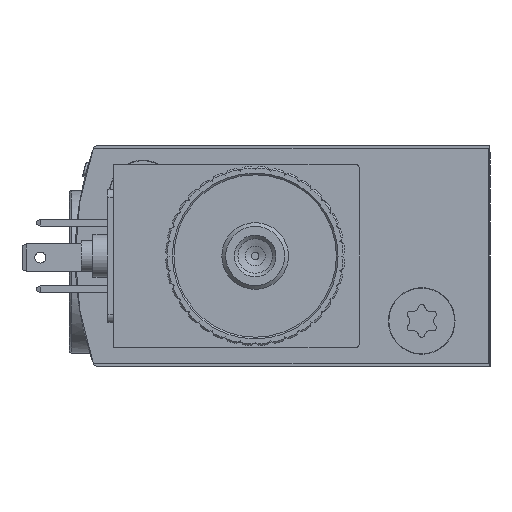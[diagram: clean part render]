
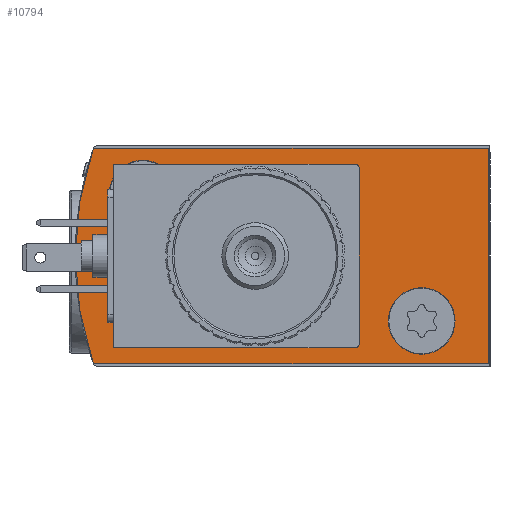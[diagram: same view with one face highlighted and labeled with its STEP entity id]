
A CAD part, left-side view. The second image highlights one B-rep face of the part: STEP entity #10794.
In plain terms, the highlighted planar face has unit normal (-1, 0, 0).
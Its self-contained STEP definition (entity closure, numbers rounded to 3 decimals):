
#801=LINE('',#18545,#1731);
#804=LINE('',#18553,#1734);
#807=LINE('',#18559,#1737);
#1731=VECTOR('',#15215,1000.);
#1734=VECTOR('',#15222,1000.);
#1737=VECTOR('',#15227,1000.);
#3355=ORIENTED_EDGE('',*,*,#5934,.F.);
#3356=ORIENTED_EDGE('',*,*,#5935,.T.);
#3357=ORIENTED_EDGE('',*,*,#5936,.T.);
#3358=ORIENTED_EDGE('',*,*,#5917,.F.);
#3359=ORIENTED_EDGE('',*,*,#5901,.F.);
#3360=ORIENTED_EDGE('',*,*,#5930,.F.);
#3361=ORIENTED_EDGE('',*,*,#5927,.F.);
#3362=ORIENTED_EDGE('',*,*,#5924,.F.);
#3363=ORIENTED_EDGE('',*,*,#5920,.F.);
#5901=EDGE_CURVE('',#7294,#7295,#8179,.T.);
#5917=EDGE_CURVE('',#7295,#7310,#8187,.T.);
#5920=EDGE_CURVE('',#7310,#7312,#801,.T.);
#5924=EDGE_CURVE('',#7312,#7315,#804,.T.);
#5927=EDGE_CURVE('',#7315,#7317,#807,.T.);
#5930=EDGE_CURVE('',#7317,#7294,#8190,.T.);
#5934=EDGE_CURVE('',#7321,#7321,#8194,.F.);
#5935=EDGE_CURVE('',#7322,#7322,#8195,.T.);
#5936=EDGE_CURVE('',#7323,#7323,#8196,.T.);
#7294=VERTEX_POINT('',#18507);
#7295=VERTEX_POINT('',#18508);
#7310=VERTEX_POINT('',#18540);
#7312=VERTEX_POINT('',#18546);
#7315=VERTEX_POINT('',#18554);
#7317=VERTEX_POINT('',#18560);
#7321=VERTEX_POINT('',#18574);
#7322=VERTEX_POINT('',#18576);
#7323=VERTEX_POINT('',#18578);
#8179=CIRCLE('',#13330,39.5);
#8187=CIRCLE('',#13339,0.2);
#8190=CIRCLE('',#13346,0.2);
#8194=CIRCLE('',#13352,5.);
#8195=CIRCLE('',#13353,4.);
#8196=CIRCLE('',#13354,4.);
#8788=EDGE_LOOP('',(#3355));
#8789=EDGE_LOOP('',(#3356));
#8790=EDGE_LOOP('',(#3357));
#8791=EDGE_LOOP('',(#3358,#3359,#3360,#3361,#3362,#3363));
#9646=FACE_BOUND('',#8788,.T.);
#9647=FACE_BOUND('',#8789,.T.);
#9648=FACE_BOUND('',#8790,.T.);
#9649=FACE_BOUND('',#8791,.T.);
#10353=PLANE('',#13351);
#10794=ADVANCED_FACE('',(#9646,#9647,#9648,#9649),#10353,.F.);
#13330=AXIS2_PLACEMENT_3D('',#18506,#15182,#15183);
#13339=AXIS2_PLACEMENT_3D('',#18539,#15208,#15209);
#13346=AXIS2_PLACEMENT_3D('',#18565,#15232,#15233);
#13351=AXIS2_PLACEMENT_3D('',#18572,#15242,#15243);
#13352=AXIS2_PLACEMENT_3D('',#18573,#15244,#15245);
#13353=AXIS2_PLACEMENT_3D('',#18575,#15246,#15247);
#13354=AXIS2_PLACEMENT_3D('',#18577,#15248,#15249);
#15182=DIRECTION('',(1.,0.,0.));
#15183=DIRECTION('',(0.,0.,-1.));
#15208=DIRECTION('',(1.,0.,0.));
#15209=DIRECTION('',(0.,0.,-1.));
#15215=DIRECTION('',(0.,-1.,0.));
#15222=DIRECTION('',(0.,0.,-1.));
#15227=DIRECTION('',(0.,1.,0.));
#15232=DIRECTION('',(1.,0.,0.));
#15233=DIRECTION('',(0.,0.,-1.));
#15242=DIRECTION('',(1.,0.,0.));
#15243=DIRECTION('',(0.,0.,-1.));
#15244=DIRECTION('',(1.,0.,0.));
#15245=DIRECTION('',(0.,0.,-1.));
#15246=DIRECTION('',(1.,0.,0.));
#15247=DIRECTION('',(0.,0.,-1.));
#15248=DIRECTION('',(1.,0.,0.));
#15249=DIRECTION('',(0.,0.,-1.));
#18506=CARTESIAN_POINT('',(0.,10.3,0.));
#18507=CARTESIAN_POINT('',(0.,47.663,-12.815));
#18508=CARTESIAN_POINT('',(0.,47.663,12.815));
#18539=CARTESIAN_POINT('',(0.,47.474,12.75));
#18540=CARTESIAN_POINT('',(0.,47.474,12.95));
#18545=CARTESIAN_POINT('',(0.,47.474,12.95));
#18546=CARTESIAN_POINT('',(0.,0.2,12.95));
#18553=CARTESIAN_POINT('',(0.,0.2,12.95));
#18554=CARTESIAN_POINT('',(0.,0.2,-12.95));
#18559=CARTESIAN_POINT('',(0.,0.2,-12.95));
#18560=CARTESIAN_POINT('',(0.,47.474,-12.95));
#18565=CARTESIAN_POINT('',(0.,47.474,-12.75));
#18572=CARTESIAN_POINT('',(0.,47.474,12.75));
#18573=CARTESIAN_POINT('',(0.,28.2,0.));
#18574=CARTESIAN_POINT('',(0.,28.2,-5.));
#18575=CARTESIAN_POINT('',(0.,41.7,7.5));
#18576=CARTESIAN_POINT('',(0.,41.7,3.5));
#18577=CARTESIAN_POINT('',(0.,8.2,-7.8));
#18578=CARTESIAN_POINT('',(0.,8.2,-11.8));
